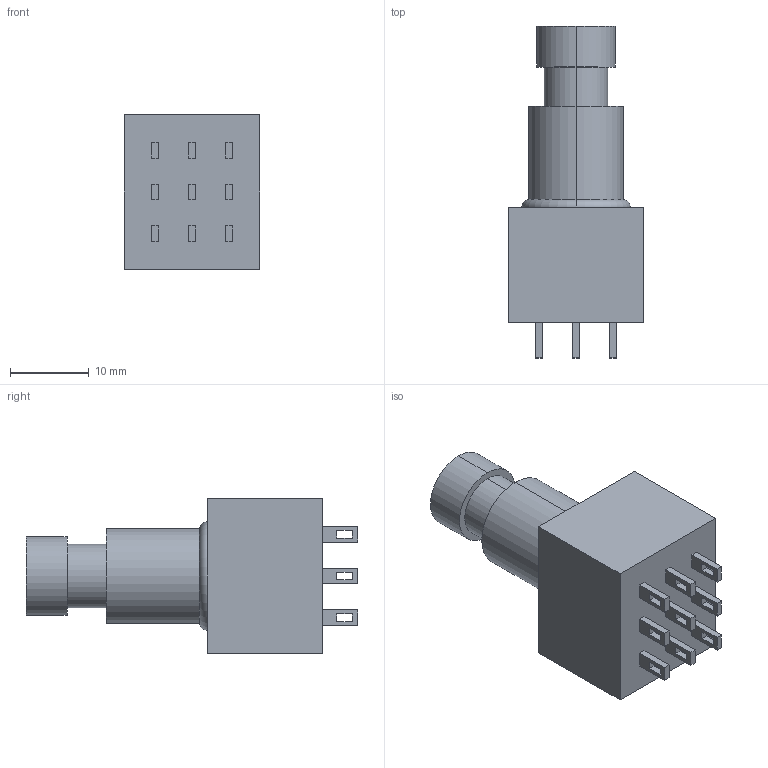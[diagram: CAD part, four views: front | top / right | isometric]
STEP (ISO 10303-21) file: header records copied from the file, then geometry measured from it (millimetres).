
FILE_DESCRIPTION (( 'STEP AP203' ), '1' );
FILE_NAME ('Jaycar-SP0766.STEP', '2025-11-26T08:58:42', ( '' ), ( '' ), 'SwSTEP 2.0', 'SolidWorks 2023', '' );
FILE_SCHEMA (( 'CONFIG_CONTROL_DESIGN' ));
Length unit declared in the file: millimetre
Products named in the file (1): Jaycar-SP0766
Bounding box: 17.2 x 42.1 x 19.6 mm (x, y, z)
Volume: 7113 mm3; surface area: 2796.8 mm2
Topology: 1 solids, 1 shells, 100 faces, 254 edges, 168 vertices
Faces by surface type: plane 90, cylinder 8, torus 2
Entity records: 3077 total; most frequent: CARTESIAN_POINT 523, ORIENTED_EDGE 508, DIRECTION 474, EDGE_CURVE 254, LINE 236, VECTOR 236, VERTEX_POINT 168, EDGE_LOOP 130
